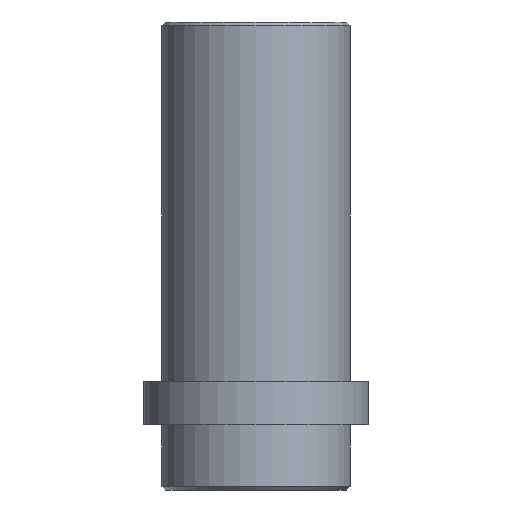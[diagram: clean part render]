
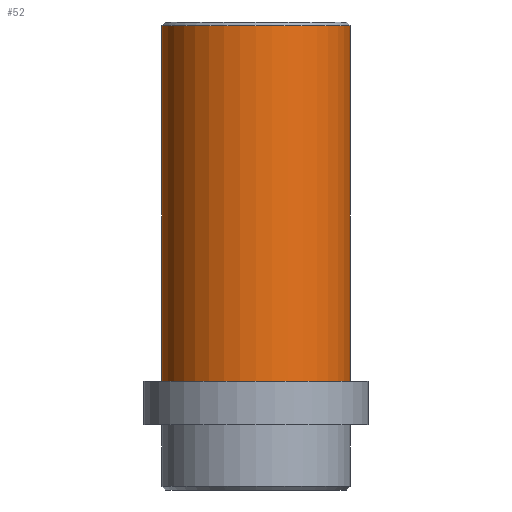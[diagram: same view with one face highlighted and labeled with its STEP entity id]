
A CAD part, front view. The second image highlights one B-rep face of the part: STEP entity #52.
In plain terms, the highlighted cylindrical face has radius 13 mm (diameter 26 mm), a full revolution.
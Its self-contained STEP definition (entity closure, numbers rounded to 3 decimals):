
#52=ADVANCED_FACE('',(#107,#108),#109,.T.);
#107=FACE_OUTER_BOUND('',#154,.T.);
#108=FACE_OUTER_BOUND('',#155,.T.);
#109=CYLINDRICAL_SURFACE('',#156,13.0);
#154=EDGE_LOOP('',(#213));
#155=EDGE_LOOP('',(#214));
#156=AXIS2_PLACEMENT_3D('',#215,#216,#217);
#213=ORIENTED_EDGE('',*,*,#222,.T.);
#214=ORIENTED_EDGE('',*,*,#235,.T.);
#215=CARTESIAN_POINT('',(78.0,78.0,-0.1));
#216=DIRECTION('',(0.,0.,1.0));
#217=DIRECTION('',(-1.0,0.,0.));
#222=EDGE_CURVE('',#244,#244,#245,.T.);
#235=EDGE_CURVE('',#264,#264,#265,.T.);
#244=VERTEX_POINT('',#274);
#245=CIRCLE('',#275,13.0);
#264=VERTEX_POINT('',#294);
#265=CIRCLE('',#295,13.0);
#274=CARTESIAN_POINT('',(65.0,78.0,-0.6));
#275=AXIS2_PLACEMENT_3D('',#304,#305,#306);
#294=CARTESIAN_POINT('',(65.0,78.0,-49.7));
#295=AXIS2_PLACEMENT_3D('',#325,#326,#327);
#304=CARTESIAN_POINT('',(78.0,78.0,-0.6));
#305=DIRECTION('',(0.,0.,-1.0));
#306=DIRECTION('',(-1.0,0.,0.));
#325=CARTESIAN_POINT('',(78.0,78.0,-49.7));
#326=DIRECTION('',(0.,0.,1.0));
#327=DIRECTION('',(-1.0,0.,0.));
